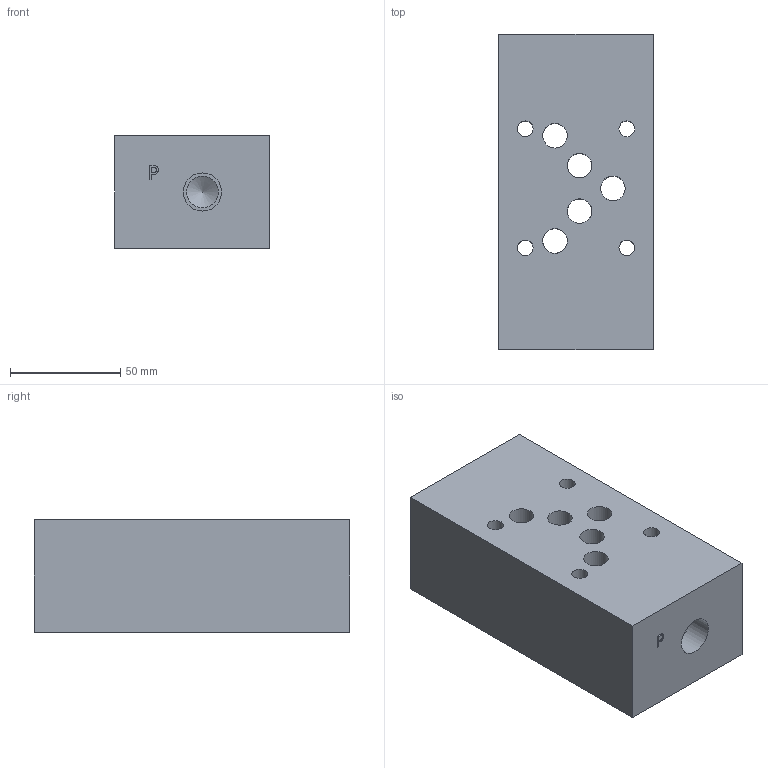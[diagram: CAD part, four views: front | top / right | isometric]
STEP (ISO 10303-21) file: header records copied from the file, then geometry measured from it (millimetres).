
FILE_DESCRIPTION(/* description */ (''),/* implementation_level */ '2;1');
FILE_NAME(/* name */ '_D05TPPT6P.stp',/* time_stamp */ '2020-07-27T12:23:57-04:00',/* author */ ('trevorh'),/* organization */ (''),/* preprocessor_version */ 'ST-DEVELOPER v17',/* originating_system */ 'Autodesk Inventor 2019',/* authorisation */ '');
FILE_SCHEMA (('AUTOMOTIVE_DESIGN { 1 0 10303 214 3 1 1 }'));
Length unit declared in the file: millimetre
Products named in the file (1): Part_AD05TPPT6P.C12871R0_3D
Bounding box: 69.85 x 142.88 x 50.8 mm (x, y, z)
Volume: 460471.7 mm3; surface area: 57546.1 mm2
Topology: 1 solids, 1 shells, 392 faces, 1083 edges, 731 vertices
Faces by surface type: plane 256, bspline 92, cylinder 26, cone 18
Full cylindrical faces by diameter (mm): 7.137 x7, 11.113 x3, 11.125 x7, 14.3 x2, 15.875 x5, 17.297 x2
Entity records: 13577 total; most frequent: CARTESIAN_POINT 3719, ORIENTED_EDGE 2162, DIRECTION 1572, EDGE_CURVE 1081, LINE 784, VECTOR 784, VERTEX_POINT 731, EDGE_LOOP 450
